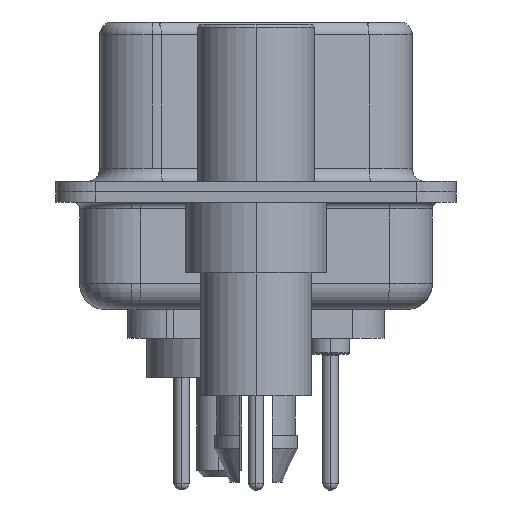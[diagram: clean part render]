
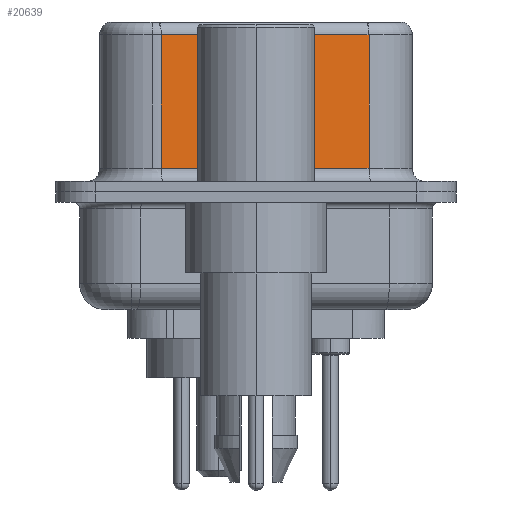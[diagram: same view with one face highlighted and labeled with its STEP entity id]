
A CAD part, left-side view. The second image highlights one B-rep face of the part: STEP entity #20639.
In plain terms, the highlighted planar face has unit normal (-0.985, -0.174, 0).
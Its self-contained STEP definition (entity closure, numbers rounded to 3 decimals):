
#1223 = VECTOR ( 'NONE', #3599, 1000. ) ;
#1878 = LINE ( 'NONE', #18004, #1223 ) ;
#2760 = VECTOR ( 'NONE', #4019, 1000. ) ;
#3423 = EDGE_CURVE ( 'NONE', #25921, #22858, #11922, .T. ) ;
#3439 = DIRECTION ( 'NONE',  ( -0.174, 0.985, 0. ) ) ;
#3599 = DIRECTION ( 'NONE',  ( -0.174, 0.985, 0. ) ) ;
#3892 = VERTEX_POINT ( 'NONE', #12863 ) ;
#4019 = DIRECTION ( 'NONE',  ( 0., 0., -1. ) ) ;
#4390 = ORIENTED_EDGE ( 'NONE', *, *, #6438, .T. ) ;
#5462 = CARTESIAN_POINT ( 'NONE',  ( 5.132, -4.322, 6.52 ) ) ;
#6438 = EDGE_CURVE ( 'NONE', #16833, #3892, #1878, .T. ) ;
#7016 = LINE ( 'NONE', #18644, #11794 ) ;
#7181 = CARTESIAN_POINT ( 'NONE',  ( 5.132, -4.322, 0.9 ) ) ;
#7886 = AXIS2_PLACEMENT_3D ( 'NONE', #5462, #15776, #3439 ) ;
#8214 = DIRECTION ( 'NONE',  ( 0.174, -0.985, 0. ) ) ;
#9131 = EDGE_LOOP ( 'NONE', ( #17857, #4390, #12416, #10276 ) ) ;
#10276 = ORIENTED_EDGE ( 'NONE', *, *, #3423, .T. ) ;
#11562 = CARTESIAN_POINT ( 'NONE',  ( 3.73, 3.628, 0.9 ) ) ;
#11794 = VECTOR ( 'NONE', #14522, 1000. ) ;
#11922 = LINE ( 'NONE', #18039, #21507 ) ;
#12416 = ORIENTED_EDGE ( 'NONE', *, *, #15507, .T. ) ;
#12863 = CARTESIAN_POINT ( 'NONE',  ( 3.73, 3.628, 6.02 ) ) ;
#13429 = CARTESIAN_POINT ( 'NONE',  ( 5.132, -4.322, 6.02 ) ) ;
#14291 = CARTESIAN_POINT ( 'NONE',  ( 3.73, 3.628, 6.52 ) ) ;
#14522 = DIRECTION ( 'NONE',  ( 0., 0., -1. ) ) ;
#15507 = EDGE_CURVE ( 'NONE', #3892, #25921, #19198, .T. ) ;
#15776 = DIRECTION ( 'NONE',  ( 0.985, 0.174, 0. ) ) ;
#16160 = EDGE_CURVE ( 'NONE', #16833, #22858, #7016, .T. ) ;
#16833 = VERTEX_POINT ( 'NONE', #13429 ) ;
#17857 = ORIENTED_EDGE ( 'NONE', *, *, #16160, .F. ) ;
#18004 = CARTESIAN_POINT ( 'NONE',  ( 5.132, -4.322, 6.02 ) ) ;
#18039 = CARTESIAN_POINT ( 'NONE',  ( 5.132, -4.322, 0.9 ) ) ;
#18644 = CARTESIAN_POINT ( 'NONE',  ( 5.132, -4.322, 6.52 ) ) ;
#19198 = LINE ( 'NONE', #14291, #2760 ) ;
#20639 = ADVANCED_FACE ( 'NONE', ( #23721 ), #23899, .F. ) ;
#21507 = VECTOR ( 'NONE', #8214, 1000. ) ;
#22858 = VERTEX_POINT ( 'NONE', #7181 ) ;
#23721 = FACE_OUTER_BOUND ( 'NONE', #9131, .T. ) ;
#23899 = PLANE ( 'NONE',  #7886 ) ;
#25921 = VERTEX_POINT ( 'NONE', #11562 ) ;
